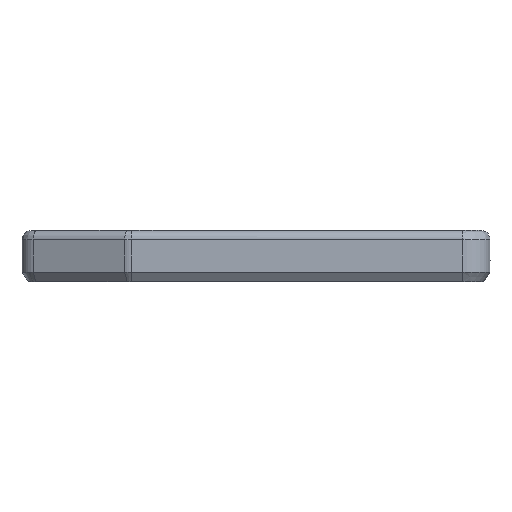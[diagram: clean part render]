
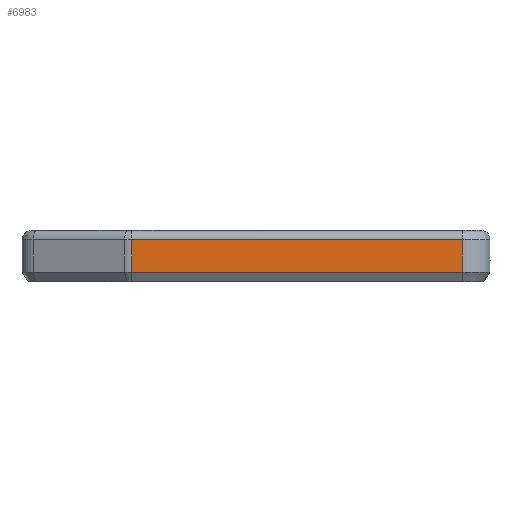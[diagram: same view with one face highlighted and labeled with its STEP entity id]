
A CAD part, left-side view. The second image highlights one B-rep face of the part: STEP entity #6983.
In plain terms, the highlighted planar face has unit normal (-1, 0, 0).
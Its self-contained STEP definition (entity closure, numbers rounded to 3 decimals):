
#64 = CARTESIAN_POINT ( 'NONE',  ( -63.05, -50.525, -18. ) ) ;
#415 = DIRECTION ( 'NONE',  ( 0., -1., 0. ) ) ;
#1050 = CARTESIAN_POINT ( 'NONE',  ( -63.05, 51., -13.857 ) ) ;
#1055 = LINE ( 'NONE', #10037, #3532 ) ;
#1801 = EDGE_CURVE ( 'NONE', #9883, #5400, #9145, .T. ) ;
#1977 = ORIENTED_EDGE ( 'NONE', *, *, #1801, .T. ) ;
#2287 = ORIENTED_EDGE ( 'NONE', *, *, #9908, .T. ) ;
#2476 = ORIENTED_EDGE ( 'NONE', *, *, #3611, .F. ) ;
#2948 = EDGE_LOOP ( 'NONE', ( #2287, #1977, #2476, #4885 ) ) ;
#3061 = DIRECTION ( 'NONE',  ( 0., 1., 0. ) ) ;
#3177 = CARTESIAN_POINT ( 'NONE',  ( -63.05, 51., -18. ) ) ;
#3532 = VECTOR ( 'NONE', #9263, 1000. ) ;
#3611 = EDGE_CURVE ( 'NONE', #11261, #5400, #10950, .T. ) ;
#3838 = FACE_OUTER_BOUND ( 'NONE', #2948, .T. ) ;
#3948 = CARTESIAN_POINT ( 'NONE',  ( -63.05, 51., -3. ) ) ;
#3996 = VECTOR ( 'NONE', #7275, 1000. ) ;
#4456 = AXIS2_PLACEMENT_3D ( 'NONE', #3177, #4785, #415 ) ;
#4547 = CARTESIAN_POINT ( 'NONE',  ( -63.05, -50.525, -13.857 ) ) ;
#4645 = DIRECTION ( 'NONE',  ( 0., -1., 0. ) ) ;
#4768 = CARTESIAN_POINT ( 'NONE',  ( -63.05, 58.806, -13.857 ) ) ;
#4785 = DIRECTION ( 'NONE',  ( -1., 0., 0. ) ) ;
#4885 = ORIENTED_EDGE ( 'NONE', *, *, #9384, .T. ) ;
#5400 = VERTEX_POINT ( 'NONE', #4547 ) ;
#5944 = VERTEX_POINT ( 'NONE', #9924 ) ;
#6417 = CARTESIAN_POINT ( 'NONE',  ( -63.05, -50.525, -3. ) ) ;
#6498 = LINE ( 'NONE', #3948, #9968 ) ;
#6983 = ADVANCED_FACE ( 'NONE', ( #3838 ), #10343, .T. ) ;
#7275 = DIRECTION ( 'NONE',  ( 0., 0., -1. ) ) ;
#7379 = VECTOR ( 'NONE', #4645, 1000. ) ;
#9145 = LINE ( 'NONE', #1050, #7379 ) ;
#9263 = DIRECTION ( 'NONE',  ( 0., 0., -1. ) ) ;
#9384 = EDGE_CURVE ( 'NONE', #11261, #5944, #6498, .T. ) ;
#9883 = VERTEX_POINT ( 'NONE', #4768 ) ;
#9908 = EDGE_CURVE ( 'NONE', #5944, #9883, #1055, .T. ) ;
#9924 = CARTESIAN_POINT ( 'NONE',  ( -63.05, 58.806, -3. ) ) ;
#9968 = VECTOR ( 'NONE', #3061, 1000. ) ;
#10037 = CARTESIAN_POINT ( 'NONE',  ( -63.05, 58.806, -18. ) ) ;
#10343 = PLANE ( 'NONE',  #4456 ) ;
#10950 = LINE ( 'NONE', #64, #3996 ) ;
#11261 = VERTEX_POINT ( 'NONE', #6417 ) ;
